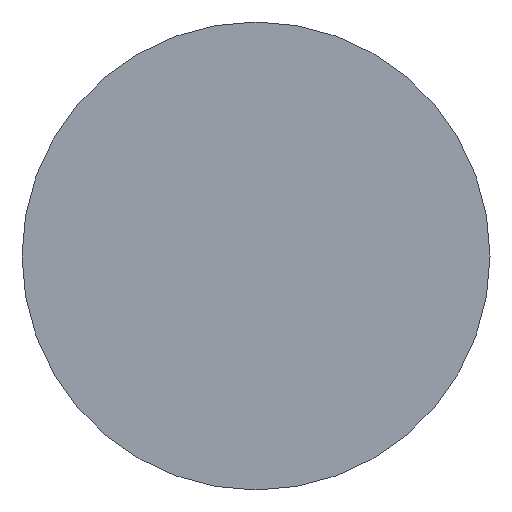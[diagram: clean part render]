
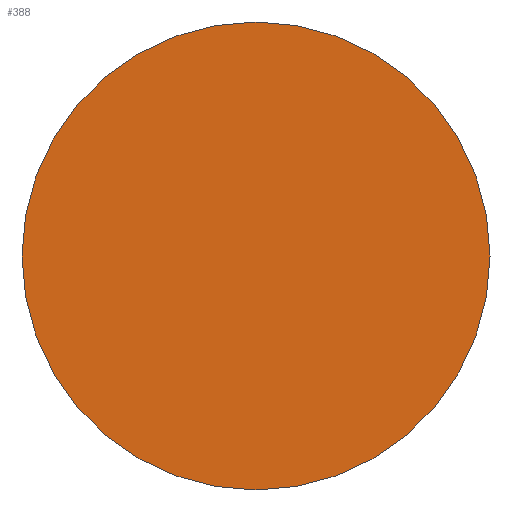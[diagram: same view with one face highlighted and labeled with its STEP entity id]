
A CAD part, front view. The second image highlights one B-rep face of the part: STEP entity #388.
In plain terms, the highlighted planar face has unit normal (0, -1, 0).
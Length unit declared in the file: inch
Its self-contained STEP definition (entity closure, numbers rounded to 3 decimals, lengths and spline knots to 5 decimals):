
#4 = CARTESIAN_POINT ( 'NONE',  ( 0., 0., 0.1875 ) ) ;
#17 = DIRECTION ( 'NONE',  ( 0., -1., 0. ) ) ;
#36 = DIRECTION ( 'NONE',  ( 0., -1., 0. ) ) ;
#53 = DIRECTION ( 'NONE',  ( 0., 0., -1. ) ) ;
#71 = EDGE_CURVE ( 'NONE', #259, #426, #194, .T. ) ;
#85 = CARTESIAN_POINT ( 'NONE',  ( 0., 0., 0. ) ) ;
#96 = CARTESIAN_POINT ( 'NONE',  ( 0., 0., 0. ) ) ;
#107 = ORIENTED_EDGE ( 'NONE', *, *, #460, .T. ) ;
#116 = AXIS2_PLACEMENT_3D ( 'NONE', #85, #36, #136 ) ;
#136 = DIRECTION ( 'NONE',  ( 0., 0., -1. ) ) ;
#194 = CIRCLE ( 'NONE', #376, 0.1875 ) ;
#229 = DIRECTION ( 'NONE',  ( 0., 0., -1. ) ) ;
#259 = VERTEX_POINT ( 'NONE', #453 ) ;
#260 = CARTESIAN_POINT ( 'NONE',  ( 0., 0., 0. ) ) ;
#265 = DIRECTION ( 'NONE',  ( 0., -1., 0. ) ) ;
#278 = CIRCLE ( 'NONE', #116, 0.1875 ) ;
#331 = PLANE ( 'NONE',  #454 ) ;
#366 = FACE_OUTER_BOUND ( 'NONE', #441, .T. ) ;
#376 = AXIS2_PLACEMENT_3D ( 'NONE', #260, #17, #53 ) ;
#388 = ADVANCED_FACE ( 'NONE', ( #366 ), #331, .T. ) ;
#426 = VERTEX_POINT ( 'NONE', #4 ) ;
#441 = EDGE_LOOP ( 'NONE', ( #451, #107 ) ) ;
#451 = ORIENTED_EDGE ( 'NONE', *, *, #71, .T. ) ;
#453 = CARTESIAN_POINT ( 'NONE',  ( 0., 0., -0.1875 ) ) ;
#454 = AXIS2_PLACEMENT_3D ( 'NONE', #96, #265, #229 ) ;
#460 = EDGE_CURVE ( 'NONE', #426, #259, #278, .T. ) ;
